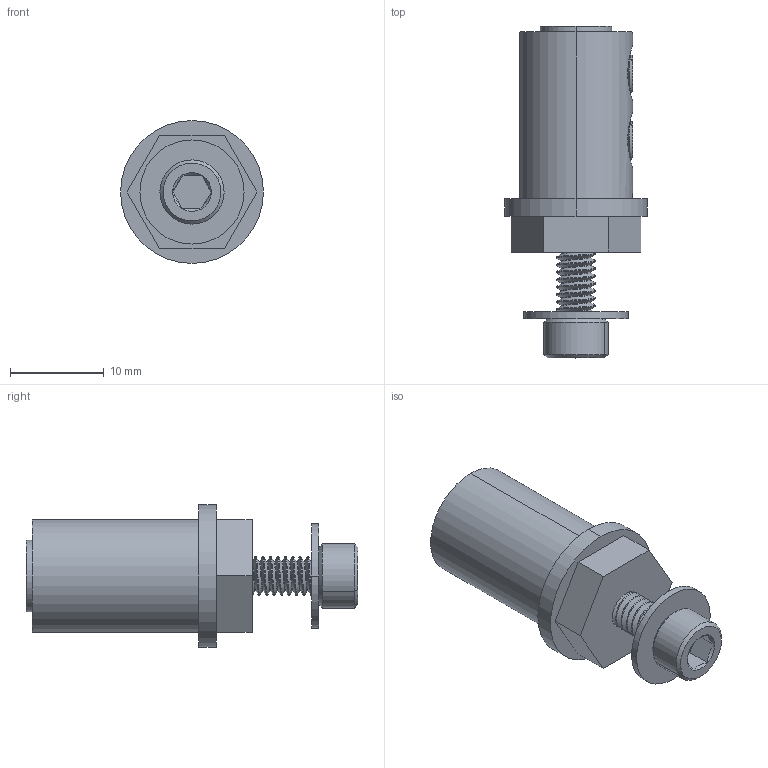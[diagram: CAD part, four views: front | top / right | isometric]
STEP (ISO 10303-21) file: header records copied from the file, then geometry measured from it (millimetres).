
FILE_DESCRIPTION (( 'STEP AP203' ), '1' );
FILE_NAME ('545652 assembly.STEP', '2017-06-30T21:51:10', ( '' ), ( '' ), 'SwSTEP 2.0', 'SolidWorks 2016', '' );
FILE_SCHEMA (( 'CONFIG_CONTROL_DESIGN' ));
Length unit declared in the file: inch
Products named in the file (5): 545652; 90128A194_90128A194; 90126A009_90126A009; 545652 assembly; 632134_91375A436
Assembly tree (5 placements, depth 2):
  545652 assembly
    545652
    90126A009_90126A009
    90128A194_90128A194
    632134_91375A436  x2
Bounding box: 15.24 x 35.42 x 15.24 mm (x, y, z)
Volume: 2628.3 mm3; surface area: 2604.2 mm2
Topology: 5 solids, 5 shells, 312 faces, 825 edges, 523 vertices
Faces by surface type: cylinder 185, cone 56, plane 49, bspline 22
Entity records: 22574 total; most frequent: CARTESIAN_POINT 16336, ORIENTED_EDGE 1466, DIRECTION 920, EDGE_CURVE 733, VERTEX_POINT 474, AXIS2_PLACEMENT_3D 342, EDGE_LOOP 289, ADVANCED_FACE 274
